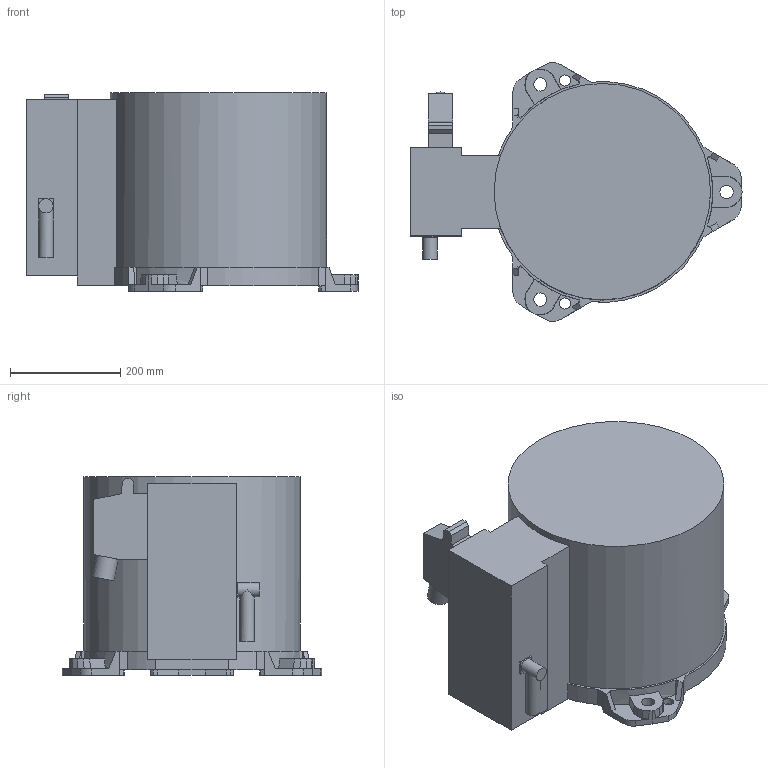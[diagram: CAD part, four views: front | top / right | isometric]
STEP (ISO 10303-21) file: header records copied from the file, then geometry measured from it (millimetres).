
FILE_DESCRIPTION(/* description */ (''),/* implementation_level */ '2;1');
FILE_NAME(/* name */ 'KR6-2 Sockel_ipt_56f3e586.STEP',/* time_stamp */ '2016-12-15T23:22:29-05:00',/* author */ ('Pietro'),/* organization */ (''),/* preprocessor_version */ 'ST-DEVELOPER v16.5',/* originating_system */ 'Autodesk Inventor 2017',/* authorisation */ '');
FILE_SCHEMA (('AUTOMOTIVE_DESIGN { 1 0 10303 214 3 1 1 }'));
Length unit declared in the file: millimetre
Products named in the file (1): KR6-2 Sockel
Bounding box: 601.5 x 469.45 x 360 mm (x, y, z)
Volume: 51014526.4 mm3; surface area: 966282.9 mm2
Topology: 1 solids, 1 shells, 157 faces, 455 edges, 305 vertices
Faces by surface type: plane 126, cylinder 19, bspline 12
Full cylindrical faces by diameter (mm): 20 x2, 24 x3, 26 x2, 40 x1, 392 x1
Entity records: 5635 total; most frequent: CARTESIAN_POINT 1464, ORIENTED_EDGE 910, DIRECTION 776, EDGE_CURVE 455, LINE 366, VECTOR 366, VERTEX_POINT 305, AXIS2_PLACEMENT_3D 205
